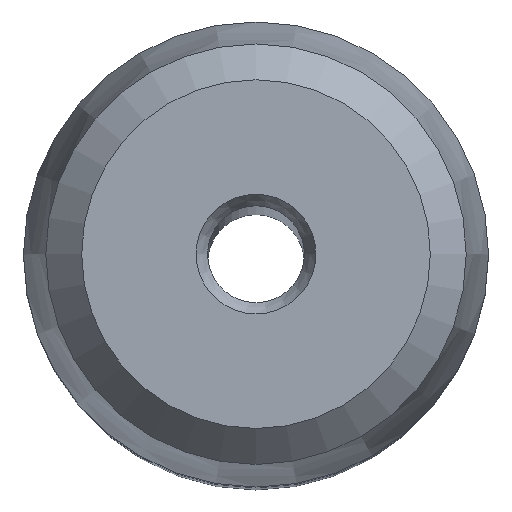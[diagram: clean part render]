
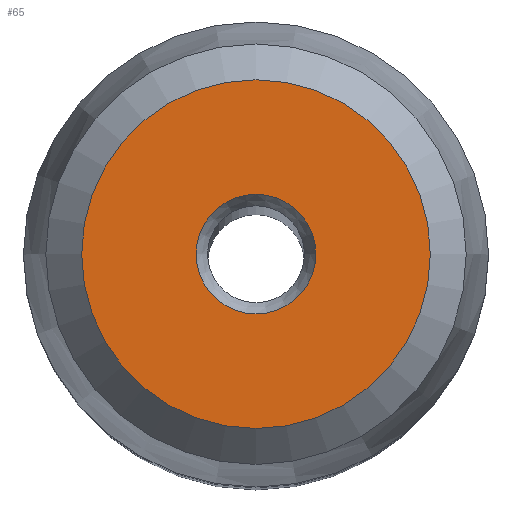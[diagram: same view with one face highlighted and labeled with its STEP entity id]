
A CAD part, top view. The second image highlights one B-rep face of the part: STEP entity #65.
In plain terms, the highlighted planar face has unit normal (0, 0, 1).
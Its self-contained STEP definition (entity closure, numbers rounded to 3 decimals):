
#65=ADVANCED_FACE('',(#102,#103),#91,.F.);
#91=PLANE('',#837);
#102=FACE_BOUND('',#138,.T.);
#103=FACE_BOUND('',#139,.T.);
#138=EDGE_LOOP('',(#182));
#139=EDGE_LOOP('',(#183));
#182=ORIENTED_EDGE('',*,*,#297,.F.);
#183=ORIENTED_EDGE('',*,*,#298,.T.);
#264=VERTEX_POINT('',#1129);
#265=VERTEX_POINT('',#1131);
#297=EDGE_CURVE('',#264,#264,#338,.T.);
#298=EDGE_CURVE('',#265,#265,#339,.T.);
#338=CIRCLE('',#835,1.05);
#339=CIRCLE('',#836,3.06);
#835=AXIS2_PLACEMENT_3D('',#1128,#948,#949);
#836=AXIS2_PLACEMENT_3D('',#1130,#950,#951);
#837=AXIS2_PLACEMENT_3D('',#1132,#952,#953);
#948=DIRECTION('',(0.,0.,1.));
#949=DIRECTION('',(-1.,0.,0.));
#950=DIRECTION('',(0.,0.,1.));
#951=DIRECTION('',(-1.,0.,0.));
#952=DIRECTION('',(0.,0.,-1.));
#953=DIRECTION('',(-1.,0.,0.));
#1128=CARTESIAN_POINT('',(0.,0.,90.));
#1129=CARTESIAN_POINT('',(-1.05,0.,90.));
#1130=CARTESIAN_POINT('',(0.,0.,90.));
#1131=CARTESIAN_POINT('',(-3.06,0.,90.));
#1132=CARTESIAN_POINT('',(0.,0.,90.));
